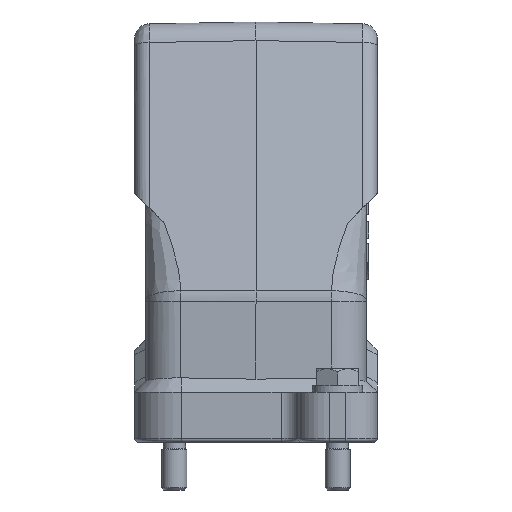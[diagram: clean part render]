
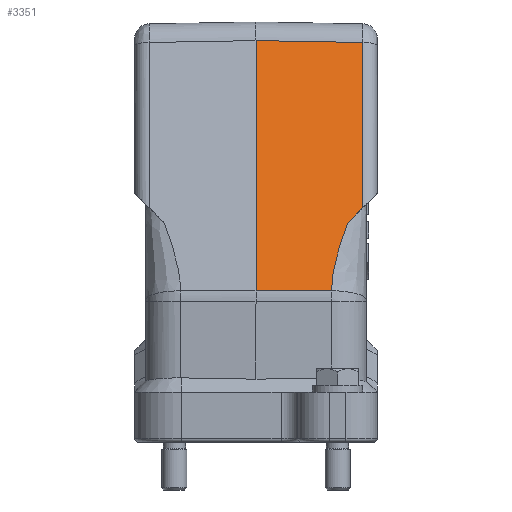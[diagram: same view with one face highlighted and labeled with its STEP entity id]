
A CAD part, left-side view. The second image highlights one B-rep face of the part: STEP entity #3351.
In plain terms, the highlighted planar face has unit normal (-0.966, -0.018, 0.259).
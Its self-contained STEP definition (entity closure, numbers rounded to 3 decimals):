
#2669=FACE_OUTER_BOUND('',#4110,.T.);
#3075=(
BOUNDED_CURVE()
B_SPLINE_CURVE(3,(#15319,#15320,#15321,#15322,#15323,#15324,#15325,#15326,
#15327,#15328),.UNSPECIFIED.,.F.,.F.)
B_SPLINE_CURVE_WITH_KNOTS((4,3,3,4),(0.,0.192,0.32,
1.),.UNSPECIFIED.)
CURVE()
GEOMETRIC_REPRESENTATION_ITEM()
RATIONAL_B_SPLINE_CURVE((1.,1.,1.,1.,1.,1.,1.,1.,1.,1.))
REPRESENTATION_ITEM('')
);
#3351=ADVANCED_FACE('',(#2669),#3736,.T.);
#3736=PLANE('',#10333);
#4110=EDGE_LOOP('',(#5151,#5152,#5153,#5154,#5155,#5156));
#5151=ORIENTED_EDGE('',*,*,#7771,.T.);
#5152=ORIENTED_EDGE('',*,*,#7772,.T.);
#5153=ORIENTED_EDGE('',*,*,#7762,.T.);
#5154=ORIENTED_EDGE('',*,*,#7773,.T.);
#5155=ORIENTED_EDGE('',*,*,#7774,.T.);
#5156=ORIENTED_EDGE('',*,*,#7775,.T.);
#7008=VERTEX_POINT('',#15286);
#7009=VERTEX_POINT('',#15287);
#7016=VERTEX_POINT('',#15314);
#7017=VERTEX_POINT('',#15315);
#7018=VERTEX_POINT('',#15318);
#7019=VERTEX_POINT('',#15329);
#7762=EDGE_CURVE('',#7008,#7009,#8583,.T.);
#7771=EDGE_CURVE('',#7016,#7017,#8591,.T.);
#7772=EDGE_CURVE('',#7017,#7008,#8592,.T.);
#7773=EDGE_CURVE('',#7009,#7018,#8593,.T.);
#7774=EDGE_CURVE('',#7018,#7019,#3075,.T.);
#7775=EDGE_CURVE('',#7019,#7016,#8594,.T.);
#8583=LINE('',#15285,#9158);
#8591=LINE('',#15313,#9166);
#8592=LINE('',#15316,#9167);
#8593=LINE('',#15317,#9168);
#8594=LINE('',#15330,#9169);
#9158=VECTOR('',#11512,1.);
#9166=VECTOR('',#11524,1.);
#9167=VECTOR('',#11525,1.);
#9168=VECTOR('',#11526,1.);
#9169=VECTOR('',#11527,1.);
#10333=AXIS2_PLACEMENT_3D('',#15331,#11528,#11529);
#11512=DIRECTION('',(-0.259,0.,-0.966));
#11524=DIRECTION('',(0.259,0.,0.966));
#11525=DIRECTION('',(-0.013,1.,0.017));
#11526=DIRECTION('',(0.017,-1.,-0.002));
#11527=DIRECTION('',(0.198,-0.693,0.693));
#11528=DIRECTION('',(-0.966,-0.017,0.259));
#11529=DIRECTION('',(0.259,0.,0.966));
#15285=CARTESIAN_POINT('',(-27.449,0.,82.45));
#15286=CARTESIAN_POINT('',(-28.641,0.,78.004));
#15287=CARTESIAN_POINT('',(-44.659,0.,18.221));
#15313=CARTESIAN_POINT('',(-27.119,-25.561,81.959));
#15314=CARTESIAN_POINT('',(-38.895,-25.561,38.011));
#15315=CARTESIAN_POINT('',(-28.298,-25.561,77.557));
#15316=CARTESIAN_POINT('',(-28.642,0.062,78.005));
#15317=CARTESIAN_POINT('',(-44.657,-0.153,18.221));
#15318=CARTESIAN_POINT('',(-44.344,-18.048,18.18));
#15319=CARTESIAN_POINT('',(-44.344,-18.048,18.18));
#15320=CARTESIAN_POINT('',(-43.235,-18.048,22.322));
#15321=CARTESIAN_POINT('',(-42.104,-19.277,26.458));
#15322=CARTESIAN_POINT('',(-40.974,-20.505,30.594));
#15323=CARTESIAN_POINT('',(-40.22,-21.324,33.351));
#15324=CARTESIAN_POINT('',(-39.453,-22.961,36.105));
#15325=CARTESIAN_POINT('',(-38.713,-22.961,38.866));
#15326=CARTESIAN_POINT('',(-34.775,-22.961,53.561));
#15327=CARTESIAN_POINT('',(-30.838,-22.961,68.256));
#15328=CARTESIAN_POINT('',(-26.9,-22.961,82.952));
#15329=CARTESIAN_POINT('',(-39.943,-21.895,34.345));
#15330=CARTESIAN_POINT('',(-35.851,-36.202,48.652));
#15331=CARTESIAN_POINT('',(-27.449,0.,82.45));
